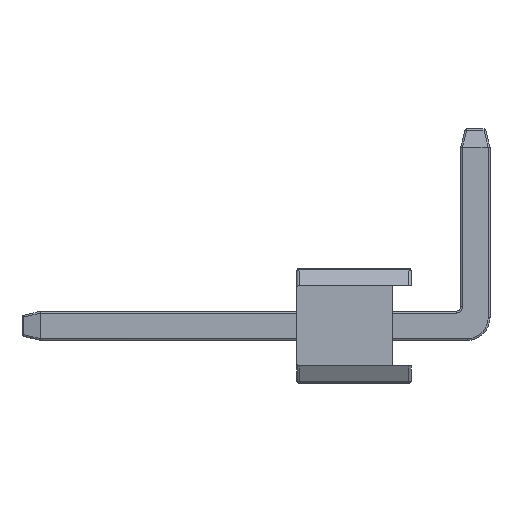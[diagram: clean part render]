
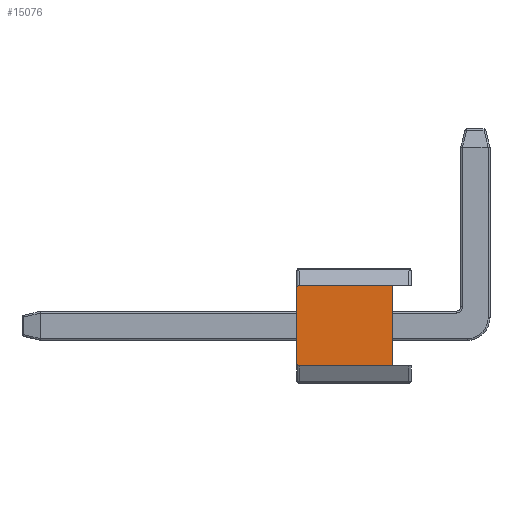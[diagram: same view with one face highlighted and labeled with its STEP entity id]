
A CAD part, left-side view. The second image highlights one B-rep face of the part: STEP entity #15076.
In plain terms, the highlighted planar face has unit normal (-1, 0, -0.004).
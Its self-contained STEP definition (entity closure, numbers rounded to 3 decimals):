
#361 = EDGE_CURVE ( 'NONE', #15148, #14764, #14522, .T. ) ;
#456 = LINE ( 'NONE', #26156, #27171 ) ;
#1123 = CARTESIAN_POINT ( 'NONE',  ( -19.05, 1.229, 0.875 ) ) ;
#1179 = CARTESIAN_POINT ( 'NONE',  ( -19.043, 1.2, -0.875 ) ) ;
#3255 = CARTESIAN_POINT ( 'NONE',  ( -19.05, 1.25, 0.825 ) ) ;
#3425 = CARTESIAN_POINT ( 'NONE',  ( -19.05, 1.25, 0.875 ) ) ;
#4042 = ORIENTED_EDGE ( 'NONE', *, *, #24674, .F. ) ;
#4518 = VERTEX_POINT ( 'NONE', #15721 ) ;
#4616 = FACE_OUTER_BOUND ( 'NONE', #26969, .T. ) ;
#5363 = PLANE ( 'NONE',  #10158 ) ;
#5533 = DIRECTION ( 'NONE',  ( 0., -1., 0. ) ) ;
#7449 = CARTESIAN_POINT ( 'NONE',  ( -19.043, 1.25, -0.854 ) ) ;
#7575 = ORIENTED_EDGE ( 'NONE', *, *, #18672, .T. ) ;
#8258 = DIRECTION ( 'NONE',  ( -0.004, 0., 1. ) ) ;
#9592 = CARTESIAN_POINT ( 'NONE',  ( -19.043, -0.85, -0.875 ) ) ;
#9594 = DIRECTION ( 'NONE',  ( 1., 0., 0.004 ) ) ;
#9599 = VECTOR ( 'NONE', #11481, 1000. ) ;
#10158 = AXIS2_PLACEMENT_3D ( 'NONE', #13649, #9594, #24345 ) ;
#10251 = LINE ( 'NONE', #3425, #20819 ) ;
#10367 = CARTESIAN_POINT ( 'NONE',  ( -19.043, 1.25, -0.875 ) ) ;
#11481 = DIRECTION ( 'NONE',  ( 0., -1., 0. ) ) ;
#11489 = VERTEX_POINT ( 'NONE', #18891 ) ;
#11604 = CARTESIAN_POINT ( 'NONE',  ( -19.05, 1.25, 0.854 ) ) ;
#11630 = VECTOR ( 'NONE', #8258, 1000. ) ;
#13649 = CARTESIAN_POINT ( 'NONE',  ( -19.043, 1.25, -0.875 ) ) ;
#13788 = CARTESIAN_POINT ( 'NONE',  ( -19.043, 1.229, -0.875 ) ) ;
#14522 = LINE ( 'NONE', #15647, #9599 ) ;
#14764 = VERTEX_POINT ( 'NONE', #9592 ) ;
#15076 = ADVANCED_FACE ( 'NONE', ( #4616 ), #5363, .F. ) ;
#15148 = VERTEX_POINT ( 'NONE', #18264 ) ;
#15618 = DIRECTION ( 'NONE',  ( 0.004, 0., -1. ) ) ;
#15647 = CARTESIAN_POINT ( 'NONE',  ( -19.043, 1.25, -0.875 ) ) ;
#15721 = CARTESIAN_POINT ( 'NONE',  ( -19.043, 1.25, -0.825 ) ) ;
#16004 = ORIENTED_EDGE ( 'NONE', *, *, #24962, .F. ) ;
#16064 =( BOUNDED_CURVE ( )  B_SPLINE_CURVE ( 3, ( #24235, #7449, #13788, #1179 ),
 .UNSPECIFIED., .F., .T. ) 
 B_SPLINE_CURVE_WITH_KNOTS ( ( 4, 4 ),
 ( 4.712, 6.283 ),
 .UNSPECIFIED. ) 
 CURVE ( )  GEOMETRIC_REPRESENTATION_ITEM ( )  RATIONAL_B_SPLINE_CURVE ( ( 1., 0.805, 0.805, 1. ) ) 
 REPRESENTATION_ITEM ( '' )  );
#17227 = ORIENTED_EDGE ( 'NONE', *, *, #19004, .F. ) ;
#18264 = CARTESIAN_POINT ( 'NONE',  ( -19.043, 1.2, -0.875 ) ) ;
#18672 = EDGE_CURVE ( 'NONE', #26544, #20310, #19340, .T. ) ;
#18891 = CARTESIAN_POINT ( 'NONE',  ( -19.05, -0.85, 0.875 ) ) ;
#19004 = EDGE_CURVE ( 'NONE', #26544, #11489, #10251, .T. ) ;
#19340 =( BOUNDED_CURVE ( )  B_SPLINE_CURVE ( 3, ( #26386, #1123, #11604, #3255 ),
 .UNSPECIFIED., .F., .T. ) 
 B_SPLINE_CURVE_WITH_KNOTS ( ( 4, 4 ),
 ( 0., 1.571 ),
 .UNSPECIFIED. ) 
 CURVE ( )  GEOMETRIC_REPRESENTATION_ITEM ( )  RATIONAL_B_SPLINE_CURVE ( ( 1., 0.805, 0.805, 1. ) ) 
 REPRESENTATION_ITEM ( '' )  );
#20310 = VERTEX_POINT ( 'NONE', #23553 ) ;
#20819 = VECTOR ( 'NONE', #5533, 1000. ) ;
#21039 = EDGE_CURVE ( 'NONE', #4518, #15148, #16064, .T. ) ;
#21257 = ORIENTED_EDGE ( 'NONE', *, *, #21039, .T. ) ;
#22392 = CARTESIAN_POINT ( 'NONE',  ( -19.05, 1.2, 0.875 ) ) ;
#22877 = LINE ( 'NONE', #10367, #11630 ) ;
#23553 = CARTESIAN_POINT ( 'NONE',  ( -19.05, 1.25, 0.825 ) ) ;
#24235 = CARTESIAN_POINT ( 'NONE',  ( -19.043, 1.25, -0.825 ) ) ;
#24345 = DIRECTION ( 'NONE',  ( 0.004, 0., -1. ) ) ;
#24674 = EDGE_CURVE ( 'NONE', #4518, #20310, #22877, .T. ) ;
#24962 = EDGE_CURVE ( 'NONE', #11489, #14764, #456, .T. ) ;
#25496 = ORIENTED_EDGE ( 'NONE', *, *, #361, .T. ) ;
#26156 = CARTESIAN_POINT ( 'NONE',  ( -19.043, -0.85, -0.875 ) ) ;
#26386 = CARTESIAN_POINT ( 'NONE',  ( -19.05, 1.2, 0.875 ) ) ;
#26544 = VERTEX_POINT ( 'NONE', #22392 ) ;
#26969 = EDGE_LOOP ( 'NONE', ( #4042, #21257, #25496, #16004, #17227, #7575 ) ) ;
#27171 = VECTOR ( 'NONE', #15618, 1000. ) ;
